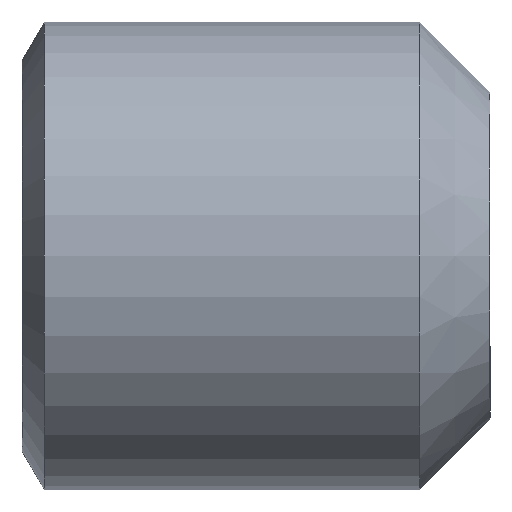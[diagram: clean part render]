
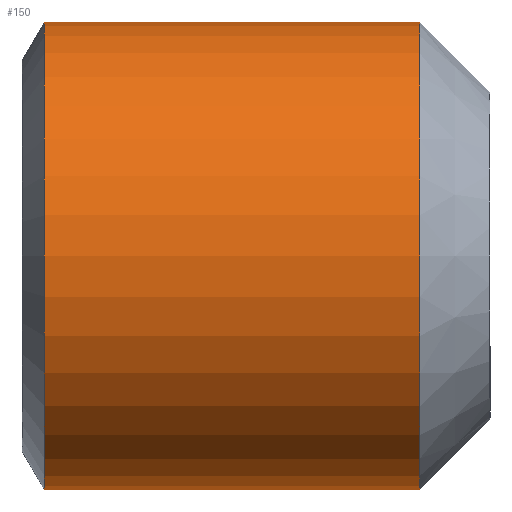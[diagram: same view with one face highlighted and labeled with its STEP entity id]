
A CAD part, front view. The second image highlights one B-rep face of the part: STEP entity #150.
In plain terms, the highlighted cylindrical face has radius 5 mm (diameter 10 mm), a partial arc.
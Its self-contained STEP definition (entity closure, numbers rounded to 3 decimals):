
#5 = AXIS2_PLACEMENT_3D ( 'NONE', #251, #369, #407 ) ;
#9 = AXIS2_PLACEMENT_3D ( 'NONE', #100, #207, #395 ) ;
#18 = VERTEX_POINT ( 'NONE', #54 ) ;
#49 = CIRCLE ( 'NONE', #5, 5. ) ;
#54 = CARTESIAN_POINT ( 'NONE',  ( 0.478, 0., 5. ) ) ;
#70 = CIRCLE ( 'NONE', #143, 5. ) ;
#92 = ORIENTED_EDGE ( 'NONE', *, *, #111, .T. ) ;
#100 = CARTESIAN_POINT ( 'NONE',  ( -12.7, 0., 0. ) ) ;
#111 = EDGE_CURVE ( 'NONE', #428, #18, #124, .T. ) ;
#124 = LINE ( 'NONE', #138, #460 ) ;
#126 = CARTESIAN_POINT ( 'NONE',  ( 8.5, 0., 5. ) ) ;
#132 = CYLINDRICAL_SURFACE ( 'NONE', #9, 5. ) ;
#138 = CARTESIAN_POINT ( 'NONE',  ( -12.7, 0., 5. ) ) ;
#143 = AXIS2_PLACEMENT_3D ( 'NONE', #340, #194, #344 ) ;
#150 = ADVANCED_FACE ( 'NONE', ( #438 ), #132, .T. ) ;
#157 = ORIENTED_EDGE ( 'NONE', *, *, #461, .F. ) ;
#160 = VERTEX_POINT ( 'NONE', #467 ) ;
#161 = DIRECTION ( 'NONE',  ( -1., 0., 0. ) ) ;
#194 = DIRECTION ( 'NONE',  ( -1., 0., 0. ) ) ;
#201 = LINE ( 'NONE', #375, #279 ) ;
#207 = DIRECTION ( 'NONE',  ( -1., 0., 0. ) ) ;
#238 = EDGE_CURVE ( 'NONE', #160, #428, #49, .T. ) ;
#249 = VERTEX_POINT ( 'NONE', #256 ) ;
#251 = CARTESIAN_POINT ( 'NONE',  ( 8.5, 0., 0. ) ) ;
#256 = CARTESIAN_POINT ( 'NONE',  ( 0.478, 0., -5. ) ) ;
#268 = DIRECTION ( 'NONE',  ( -1., 0., 0. ) ) ;
#279 = VECTOR ( 'NONE', #161, 1000. ) ;
#291 = ORIENTED_EDGE ( 'NONE', *, *, #356, .F. ) ;
#340 = CARTESIAN_POINT ( 'NONE',  ( 0.478, 0., 0. ) ) ;
#344 = DIRECTION ( 'NONE',  ( 0., 0., 1. ) ) ;
#356 = EDGE_CURVE ( 'NONE', #160, #249, #201, .T. ) ;
#369 = DIRECTION ( 'NONE',  ( -1., 0., 0. ) ) ;
#375 = CARTESIAN_POINT ( 'NONE',  ( -12.7, 0., -5. ) ) ;
#395 = DIRECTION ( 'NONE',  ( 0., 0., 1. ) ) ;
#407 = DIRECTION ( 'NONE',  ( 0., 0., 1. ) ) ;
#422 = EDGE_LOOP ( 'NONE', ( #291, #442, #92, #157 ) ) ;
#428 = VERTEX_POINT ( 'NONE', #126 ) ;
#438 = FACE_OUTER_BOUND ( 'NONE', #422, .T. ) ;
#442 = ORIENTED_EDGE ( 'NONE', *, *, #238, .T. ) ;
#460 = VECTOR ( 'NONE', #268, 1000. ) ;
#461 = EDGE_CURVE ( 'NONE', #249, #18, #70, .T. ) ;
#467 = CARTESIAN_POINT ( 'NONE',  ( 8.5, 0., -5. ) ) ;
